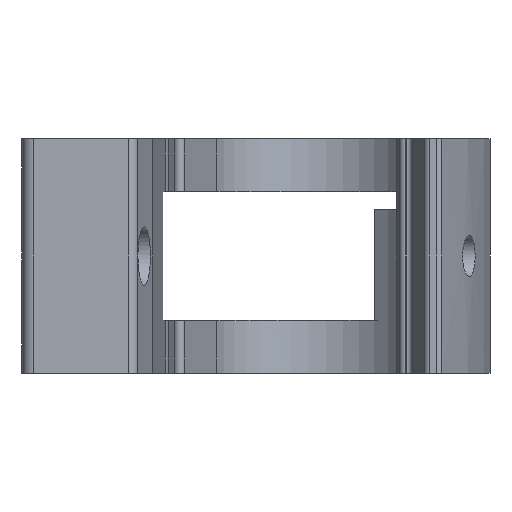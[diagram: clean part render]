
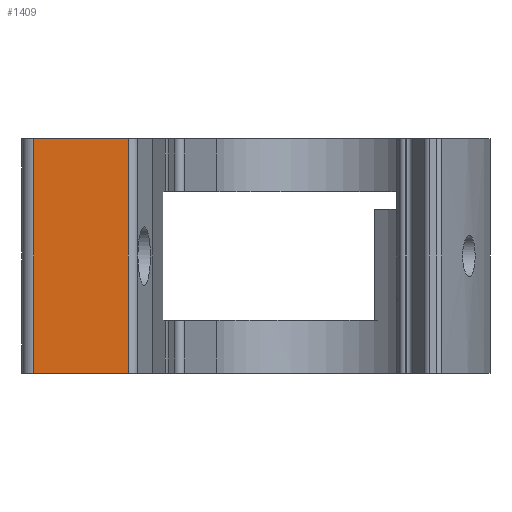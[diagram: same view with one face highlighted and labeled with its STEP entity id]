
A CAD part, front view. The second image highlights one B-rep face of the part: STEP entity #1409.
In plain terms, the highlighted planar face has unit normal (0, -1, 0).
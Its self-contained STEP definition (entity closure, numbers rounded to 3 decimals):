
#212 = DIRECTION ( 'NONE',  ( 0., 0., -1. ) ) ;
#586 = VECTOR ( 'NONE', #1977, 1000. ) ;
#641 = ORIENTED_EDGE ( 'NONE', *, *, #1378, .T. ) ;
#731 = CARTESIAN_POINT ( 'NONE',  ( -26.5, -46.7, -10. ) ) ;
#830 = ORIENTED_EDGE ( 'NONE', *, *, #1495, .T. ) ;
#1051 = CARTESIAN_POINT ( 'NONE',  ( -24.086, -46.7, 10. ) ) ;
#1105 = DIRECTION ( 'NONE',  ( 0., 0., 1. ) ) ;
#1136 = DIRECTION ( 'NONE',  ( 0., 0., 1. ) ) ;
#1320 = ORIENTED_EDGE ( 'NONE', *, *, #2185, .F. ) ;
#1347 = EDGE_CURVE ( 'NONE', #2250, #2579, #3440, .T. ) ;
#1374 = DIRECTION ( 'NONE',  ( 1., 0., 0. ) ) ;
#1378 = EDGE_CURVE ( 'NONE', #3696, #1622, #2137, .T. ) ;
#1409 = ADVANCED_FACE ( 'NONE', ( #2668 ), #3267, .F. ) ;
#1463 = EDGE_LOOP ( 'NONE', ( #830, #641, #1320, #2863 ) ) ;
#1495 = EDGE_CURVE ( 'NONE', #2579, #3696, #2435, .T. ) ;
#1622 = VERTEX_POINT ( 'NONE', #1703 ) ;
#1668 = CARTESIAN_POINT ( 'NONE',  ( -26.5, -46.7, 10. ) ) ;
#1703 = CARTESIAN_POINT ( 'NONE',  ( -16.005, -46.7, 10. ) ) ;
#1807 = VECTOR ( 'NONE', #212, 1000. ) ;
#1885 = AXIS2_PLACEMENT_3D ( 'NONE', #1668, #2361, #1136 ) ;
#1929 = VECTOR ( 'NONE', #1374, 1000. ) ;
#1977 = DIRECTION ( 'NONE',  ( 1., 0., 0. ) ) ;
#2006 = CARTESIAN_POINT ( 'NONE',  ( -26.5, -46.7, 10. ) ) ;
#2073 = CARTESIAN_POINT ( 'NONE',  ( -24.086, -46.7, 10. ) ) ;
#2137 = LINE ( 'NONE', #2972, #3681 ) ;
#2185 = EDGE_CURVE ( 'NONE', #2250, #1622, #2652, .T. ) ;
#2250 = VERTEX_POINT ( 'NONE', #1051 ) ;
#2361 = DIRECTION ( 'NONE',  ( 0., 1., 0. ) ) ;
#2435 = LINE ( 'NONE', #731, #586 ) ;
#2579 = VERTEX_POINT ( 'NONE', #3890 ) ;
#2652 = LINE ( 'NONE', #2006, #1929 ) ;
#2668 = FACE_OUTER_BOUND ( 'NONE', #1463, .T. ) ;
#2863 = ORIENTED_EDGE ( 'NONE', *, *, #1347, .T. ) ;
#2972 = CARTESIAN_POINT ( 'NONE',  ( -16.005, -46.7, 10. ) ) ;
#3267 = PLANE ( 'NONE',  #1885 ) ;
#3440 = LINE ( 'NONE', #2073, #1807 ) ;
#3540 = CARTESIAN_POINT ( 'NONE',  ( -16.005, -46.7, -10. ) ) ;
#3681 = VECTOR ( 'NONE', #1105, 1000. ) ;
#3696 = VERTEX_POINT ( 'NONE', #3540 ) ;
#3890 = CARTESIAN_POINT ( 'NONE',  ( -24.086, -46.7, -10. ) ) ;
